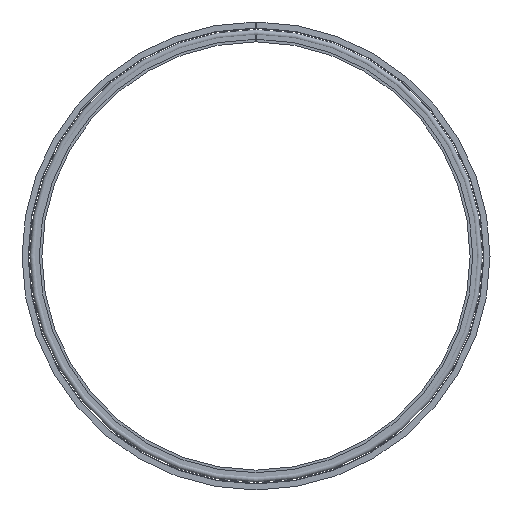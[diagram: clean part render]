
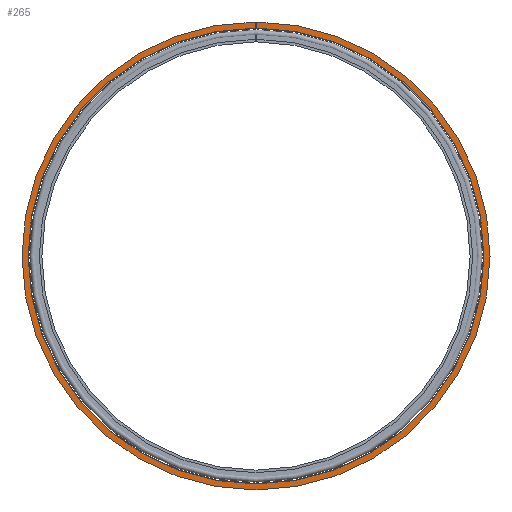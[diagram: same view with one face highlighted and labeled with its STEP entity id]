
A CAD part, left-side view. The second image highlights one B-rep face of the part: STEP entity #265.
In plain terms, the highlighted planar face has unit normal (-1, 0, 0).
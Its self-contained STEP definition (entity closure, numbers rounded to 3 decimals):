
#35 = CARTESIAN_POINT ( 'NONE',  ( -9.8, 1., 263.498 ) ) ;
#87 = VERTEX_POINT ( 'NONE', #425 ) ;
#112 = CARTESIAN_POINT ( 'NONE',  ( -9.8, -1., 270.498 ) ) ;
#139 = CARTESIAN_POINT ( 'NONE',  ( -9.8, 1., 0. ) ) ;
#163 = ORIENTED_EDGE ( 'NONE', *, *, #759, .F. ) ;
#249 = DIRECTION ( 'NONE',  ( 0., 0., -1. ) ) ;
#265 = ADVANCED_FACE ( 'NONE', ( #590 ), #579, .T. ) ;
#306 = EDGE_CURVE ( 'NONE', #478, #1080, #922, .T. ) ;
#334 = DIRECTION ( 'NONE',  ( 1., 0., 0. ) ) ;
#372 = DIRECTION ( 'NONE',  ( 0., 0., -1. ) ) ;
#400 = CARTESIAN_POINT ( 'NONE',  ( -9.8, 270.5, 0. ) ) ;
#425 = CARTESIAN_POINT ( 'NONE',  ( -9.8, 1., 270.498 ) ) ;
#458 = EDGE_CURVE ( 'NONE', #1080, #87, #507, .T. ) ;
#472 = CARTESIAN_POINT ( 'NONE',  ( -9.8, -1., 0. ) ) ;
#478 = VERTEX_POINT ( 'NONE', #1053 ) ;
#507 = CIRCLE ( 'NONE', #727, 270.5 ) ;
#524 = CARTESIAN_POINT ( 'NONE',  ( -9.8, 0., 0. ) ) ;
#579 = PLANE ( 'NONE',  #589 ) ;
#589 = AXIS2_PLACEMENT_3D ( 'NONE', #400, #1015, #1106 ) ;
#590 = FACE_OUTER_BOUND ( 'NONE', #815, .T. ) ;
#706 = CIRCLE ( 'NONE', #762, 263.5 ) ;
#722 = LINE ( 'NONE', #139, #875 ) ;
#727 = AXIS2_PLACEMENT_3D ( 'NONE', #524, #1070, #372 ) ;
#759 = EDGE_CURVE ( 'NONE', #87, #1101, #722, .T. ) ;
#762 = AXIS2_PLACEMENT_3D ( 'NONE', #1008, #334, #1013 ) ;
#815 = EDGE_LOOP ( 'NONE', ( #163, #1034, #1061, #977 ) ) ;
#833 = DIRECTION ( 'NONE',  ( 0., 0., 1. ) ) ;
#839 = VECTOR ( 'NONE', #833, 1000. ) ;
#874 = EDGE_CURVE ( 'NONE', #478, #1101, #706, .T. ) ;
#875 = VECTOR ( 'NONE', #249, 1000. ) ;
#922 = LINE ( 'NONE', #472, #839 ) ;
#977 = ORIENTED_EDGE ( 'NONE', *, *, #874, .T. ) ;
#1008 = CARTESIAN_POINT ( 'NONE',  ( -9.8, 0., 0. ) ) ;
#1013 = DIRECTION ( 'NONE',  ( 0., 0., 1. ) ) ;
#1015 = DIRECTION ( 'NONE',  ( -1., 0., 0. ) ) ;
#1034 = ORIENTED_EDGE ( 'NONE', *, *, #458, .F. ) ;
#1053 = CARTESIAN_POINT ( 'NONE',  ( -9.8, -1., 263.498 ) ) ;
#1061 = ORIENTED_EDGE ( 'NONE', *, *, #306, .F. ) ;
#1070 = DIRECTION ( 'NONE',  ( 1., 0., 0. ) ) ;
#1080 = VERTEX_POINT ( 'NONE', #112 ) ;
#1101 = VERTEX_POINT ( 'NONE', #35 ) ;
#1106 = DIRECTION ( 'NONE',  ( 0., 0., 1. ) ) ;
